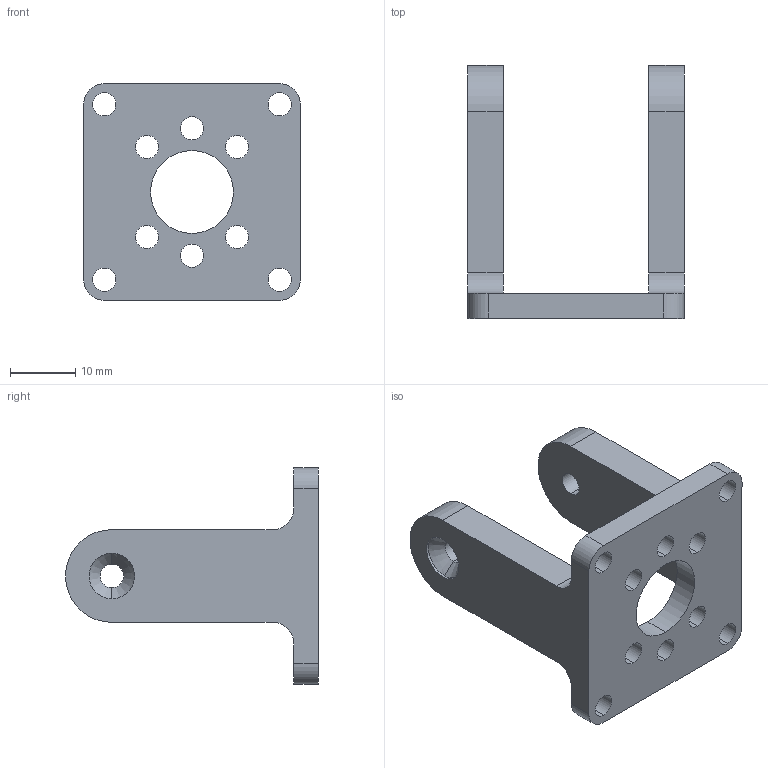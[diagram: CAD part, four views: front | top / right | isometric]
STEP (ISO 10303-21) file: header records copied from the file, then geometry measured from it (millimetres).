
FILE_DESCRIPTION (( 'STEP AP203' ), '1' );
FILE_NAME ('585428 current.STEP', '2015-04-15T19:11:10', ( 'Kyle' ), ( 'Microsoft' ), 'SwSTEP 2.0', 'SolidWorks 2014', '' );
FILE_SCHEMA (( 'CONFIG_CONTROL_DESIGN' ));
Length unit declared in the file: inch
Products named in the file (1): 585428 current
Bounding box: 33.27 x 38.86 x 33.27 mm (x, y, z)
Volume: 8395.3 mm3; surface area: 5478.9 mm2
Topology: 1 solids, 1 shells, 56 faces, 154 edges, 100 vertices
Faces by surface type: cylinder 40, plane 12, cone 4
Entity records: 1945 total; most frequent: DIRECTION 348, CARTESIAN_POINT 311, ORIENTED_EDGE 308, EDGE_CURVE 154, AXIS2_PLACEMENT_3D 137, VERTEX_POINT 100, EDGE_LOOP 82, CIRCLE 80
